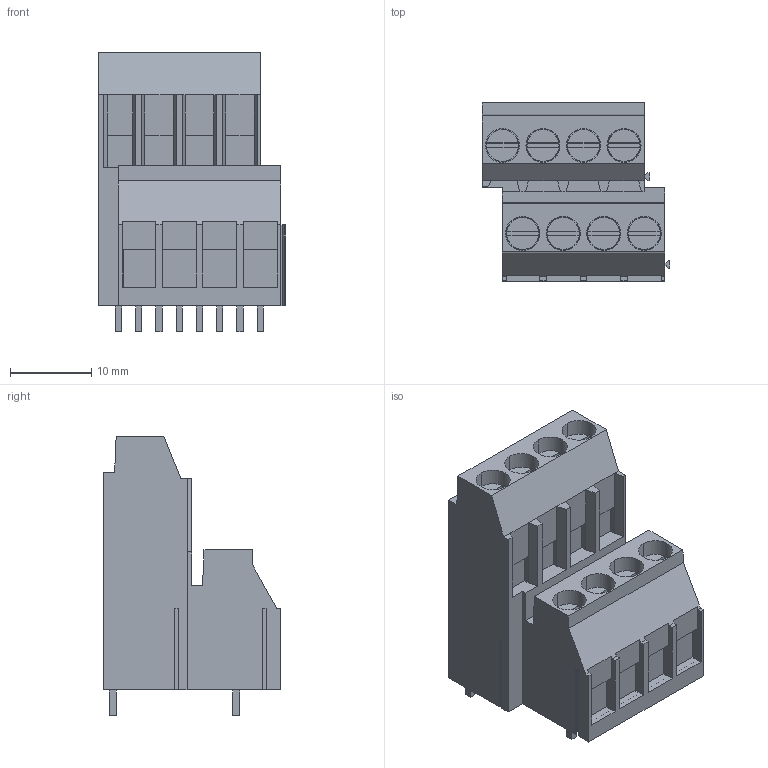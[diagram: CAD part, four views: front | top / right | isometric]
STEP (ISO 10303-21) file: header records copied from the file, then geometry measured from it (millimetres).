
FILE_DESCRIPTION(('CATIA V5 STEP','CAx-IF Rec.Pracs.--- Model Styling and Organization---1.4--- 2014-01-23'),'2;1');
FILE_NAME ('D1460962_1', '2024-03-18T13:06:59+00:00', ('none'), ('Weidmueller'), 'CATIA Version 5-6 Release 2016 SP3 HF44', 'CATIA V5 STEP AP214', 'none');
FILE_SCHEMA(('AUTOMOTIVE_DESIGN { 1 0 10303 214 1 1 1 1 }'));
Length unit declared in the file: millimetre
Products named in the file (1): 1977260000
Bounding box: 23.15 x 21.94 x 34.47 mm (x, y, z)
Volume: 8464.8 mm3; surface area: 5010.6 mm2
Topology: 17 solids, 17 shells, 478 faces, 1355 edges, 920 vertices
Faces by surface type: plane 446, cylinder 32
Entity records: 14723 total; most frequent: CARTESIAN_POINT 2799, ORIENTED_EDGE 2710, DIRECTION 2021, EDGE_CURVE 1355, VECTOR 1215, LINE 1215, VERTEX_POINT 920, EDGE_LOOP 487
